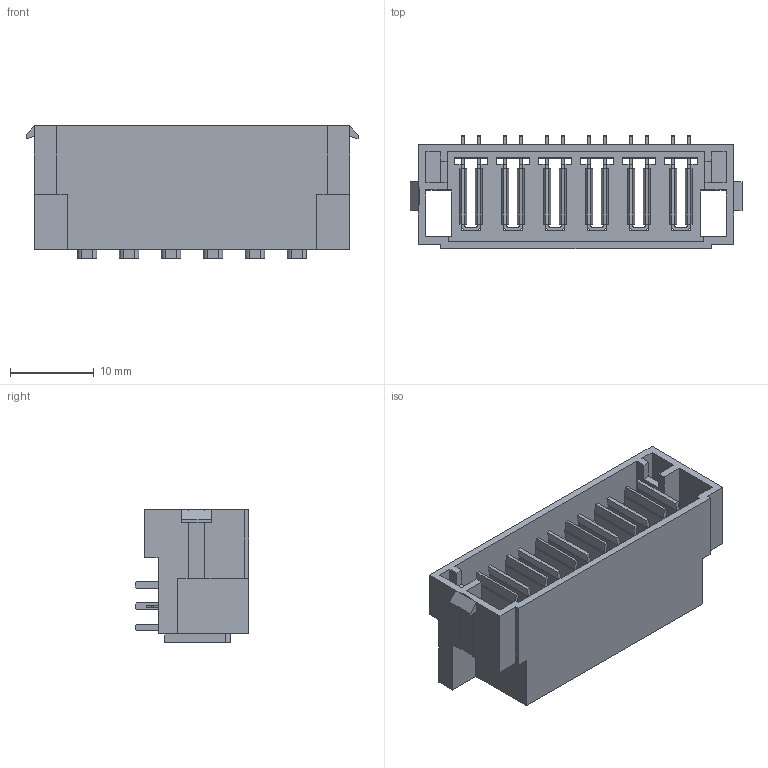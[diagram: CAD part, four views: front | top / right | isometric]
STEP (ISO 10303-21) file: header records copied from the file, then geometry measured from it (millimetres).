
FILE_DESCRIPTION( ( 'STEP AP214' ), ' ' );
FILE_NAME( 'MPT-06-01-01-T-RA-LC.stp', '2017-04-01T00:43:04', ( '' ), ( '' ), ' ', 'PARTsolutions', ' ' );
FILE_SCHEMA( ( 'AUTOMOTIVE_DESIGN { 1 0 10303 214 1 1 1 1 }' ) );
Length unit declared in the file: millimetre
Products named in the file (4): MPT-06-01-01-T-RA-LC; _MPT060101-T-RA-LCterminal; _MPT060101-T-RA-LCpins1; _MPT060101-T-RA-LCclip
Assembly tree (4 placements, depth 2):
  MPT-06-01-01-T-RA-LC
    _MPT060101-T-RA-LCterminal
    _MPT060101-T-RA-LCpins1
    _MPT060101-T-RA-LCclip  x2
Bounding box: 39.56 x 13.52 x 15.82 mm (x, y, z)
Volume: 3244.7 mm3; surface area: 7054.9 mm2
Topology: 4 solids, 4 shells, 664 faces, 1945 edges, 1290 vertices
Faces by surface type: plane 592, cylinder 72
Entity records: 26407 total; most frequent: CARTESIAN_POINT 3806, ORIENTED_EDGE 3794, DIRECTION 3343, EDGE_CURVE 1897, LINE 1753, VECTOR 1753, VERTEX_POINT 1258, AXIS2_PLACEMENT_3D 795
